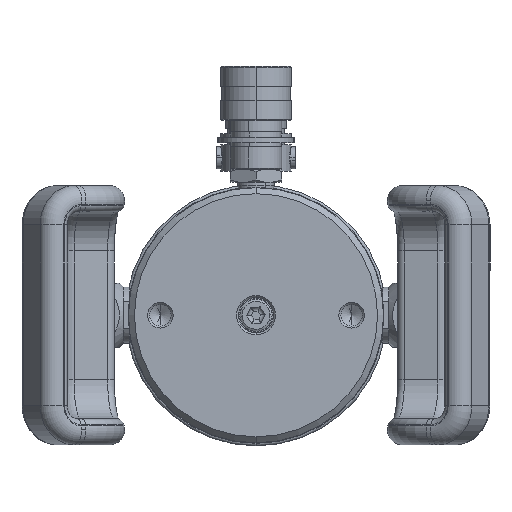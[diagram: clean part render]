
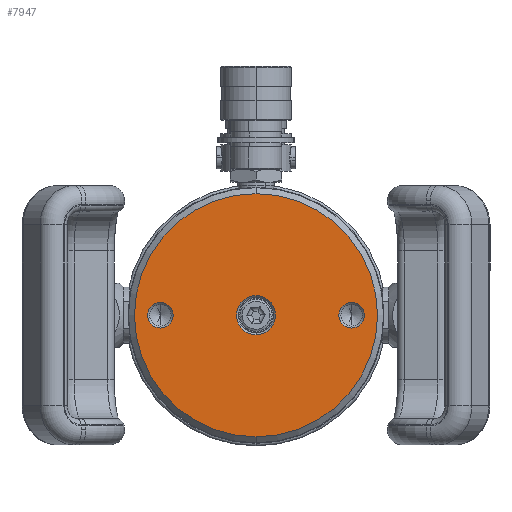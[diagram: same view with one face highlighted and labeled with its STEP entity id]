
A CAD part, front view. The second image highlights one B-rep face of the part: STEP entity #7947.
In plain terms, the highlighted planar face has unit normal (0, -1, 0).
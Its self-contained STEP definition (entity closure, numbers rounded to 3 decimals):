
#38 = AXIS2_PLACEMENT_3D ( 'NONE', #21730, #39174, #42566 ) ;
#100 = AXIS2_PLACEMENT_3D ( 'NONE', #1704, #38519, #25520 ) ;
#206 = DIRECTION ( 'NONE',  ( 0., 0., 1. ) ) ;
#265 = CIRCLE ( 'NONE', #38, 6.35 ) ;
#648 = CIRCLE ( 'NONE', #4336, 6.35 ) ;
#1244 = DIRECTION ( 'NONE',  ( 0., 0., 1. ) ) ;
#1324 = VERTEX_POINT ( 'NONE', #25124 ) ;
#1429 = CIRCLE ( 'NONE', #19665, 60.5 ) ;
#1582 = ORIENTED_EDGE ( 'NONE', *, *, #4609, .T. ) ;
#1704 = CARTESIAN_POINT ( 'NONE',  ( -47.6, 0., 0. ) ) ;
#1728 = CARTESIAN_POINT ( 'NONE',  ( 0., 0., -60.5 ) ) ;
#2085 = EDGE_CURVE ( 'NONE', #26857, #1324, #648, .T. ) ;
#4221 = EDGE_CURVE ( 'NONE', #12947, #36765, #27136, .T. ) ;
#4336 = AXIS2_PLACEMENT_3D ( 'NONE', #18648, #5300, #32033 ) ;
#4609 = EDGE_CURVE ( 'NONE', #40852, #27309, #7937, .T. ) ;
#5055 = ORIENTED_EDGE ( 'NONE', *, *, #19926, .T. ) ;
#5243 = ORIENTED_EDGE ( 'NONE', *, *, #26493, .T. ) ;
#5300 = DIRECTION ( 'NONE',  ( 0., -1., 0. ) ) ;
#6729 = FACE_OUTER_BOUND ( 'NONE', #36929, .T. ) ;
#7937 = CIRCLE ( 'NONE', #12118, 9.75 ) ;
#7947 = ADVANCED_FACE ( 'NONE', ( #40641, #36991, #9380, #6729 ), #33047, .F. ) ;
#8201 = AXIS2_PLACEMENT_3D ( 'NONE', #35113, #11528, #1244 ) ;
#9380 = FACE_BOUND ( 'NONE', #17037, .T. ) ;
#10383 = CARTESIAN_POINT ( 'NONE',  ( 0., 0., -9.75 ) ) ;
#11417 = CARTESIAN_POINT ( 'NONE',  ( 0., 0., 9.75 ) ) ;
#11528 = DIRECTION ( 'NONE',  ( 0., 1., 0. ) ) ;
#11838 = EDGE_CURVE ( 'NONE', #1324, #26857, #19423, .T. ) ;
#12118 = AXIS2_PLACEMENT_3D ( 'NONE', #12872, #36593, #206 ) ;
#12729 = CARTESIAN_POINT ( 'NONE',  ( -8.75, 0., 0. ) ) ;
#12872 = CARTESIAN_POINT ( 'NONE',  ( 0., 0., 0. ) ) ;
#12947 = VERTEX_POINT ( 'NONE', #40747 ) ;
#14148 = EDGE_CURVE ( 'NONE', #26117, #26875, #25094, .T. ) ;
#14724 = DIRECTION ( 'NONE',  ( 0., 0., -1. ) ) ;
#15926 = CARTESIAN_POINT ( 'NONE',  ( 0., 0., 60.5 ) ) ;
#16165 = DIRECTION ( 'NONE',  ( 0., 1., 0. ) ) ;
#16231 = DIRECTION ( 'NONE',  ( 0., -1., 0. ) ) ;
#16595 = DIRECTION ( 'NONE',  ( 0., -1., 0. ) ) ;
#17037 = EDGE_LOOP ( 'NONE', ( #1582, #5243 ) ) ;
#17178 = CARTESIAN_POINT ( 'NONE',  ( 0., 0., 0. ) ) ;
#17621 = ORIENTED_EDGE ( 'NONE', *, *, #21374, .F. ) ;
#18648 = CARTESIAN_POINT ( 'NONE',  ( 47.6, 0., 0. ) ) ;
#18844 = AXIS2_PLACEMENT_3D ( 'NONE', #24654, #34740, #14724 ) ;
#19423 = CIRCLE ( 'NONE', #18844, 6.35 ) ;
#19653 = ORIENTED_EDGE ( 'NONE', *, *, #2085, .F. ) ;
#19665 = AXIS2_PLACEMENT_3D ( 'NONE', #19911, #16231, #26632 ) ;
#19911 = CARTESIAN_POINT ( 'NONE',  ( 0., 0., 0. ) ) ;
#19926 = EDGE_CURVE ( 'NONE', #26875, #26117, #1429, .T. ) ;
#21374 = EDGE_CURVE ( 'NONE', #36765, #12947, #265, .T. ) ;
#21448 = ORIENTED_EDGE ( 'NONE', *, *, #4221, .F. ) ;
#21578 = ORIENTED_EDGE ( 'NONE', *, *, #14148, .T. ) ;
#21730 = CARTESIAN_POINT ( 'NONE',  ( -47.6, 0., 0. ) ) ;
#24654 = CARTESIAN_POINT ( 'NONE',  ( 47.6, 0., 0. ) ) ;
#25094 = CIRCLE ( 'NONE', #41550, 60.5 ) ;
#25124 = CARTESIAN_POINT ( 'NONE',  ( 47.6, 0., -6.35 ) ) ;
#25520 = DIRECTION ( 'NONE',  ( 0., 0., -1. ) ) ;
#26117 = VERTEX_POINT ( 'NONE', #1728 ) ;
#26493 = EDGE_CURVE ( 'NONE', #27309, #40852, #34455, .T. ) ;
#26632 = DIRECTION ( 'NONE',  ( 0., 0., 1. ) ) ;
#26857 = VERTEX_POINT ( 'NONE', #32520 ) ;
#26875 = VERTEX_POINT ( 'NONE', #15926 ) ;
#27136 = CIRCLE ( 'NONE', #100, 6.35 ) ;
#27309 = VERTEX_POINT ( 'NONE', #11417 ) ;
#30511 = DIRECTION ( 'NONE',  ( 0., 0., 1. ) ) ;
#32033 = DIRECTION ( 'NONE',  ( 0., 0., -1. ) ) ;
#32520 = CARTESIAN_POINT ( 'NONE',  ( 47.6, 0., 6.35 ) ) ;
#32945 = CARTESIAN_POINT ( 'NONE',  ( -47.6, 0., 6.35 ) ) ;
#33047 = PLANE ( 'NONE',  #39016 ) ;
#33763 = EDGE_LOOP ( 'NONE', ( #43449, #19653 ) ) ;
#34455 = CIRCLE ( 'NONE', #8201, 9.75 ) ;
#34740 = DIRECTION ( 'NONE',  ( 0., -1., 0. ) ) ;
#35113 = CARTESIAN_POINT ( 'NONE',  ( 0., 0., 0. ) ) ;
#36593 = DIRECTION ( 'NONE',  ( 0., 1., 0. ) ) ;
#36765 = VERTEX_POINT ( 'NONE', #32945 ) ;
#36929 = EDGE_LOOP ( 'NONE', ( #5055, #21578 ) ) ;
#36991 = FACE_BOUND ( 'NONE', #41861, .T. ) ;
#38519 = DIRECTION ( 'NONE',  ( 0., -1., 0. ) ) ;
#39016 = AXIS2_PLACEMENT_3D ( 'NONE', #12729, #16165, #39801 ) ;
#39174 = DIRECTION ( 'NONE',  ( 0., -1., 0. ) ) ;
#39801 = DIRECTION ( 'NONE',  ( 0., 0., 1. ) ) ;
#40641 = FACE_BOUND ( 'NONE', #33763, .T. ) ;
#40747 = CARTESIAN_POINT ( 'NONE',  ( -47.6, 0., -6.35 ) ) ;
#40852 = VERTEX_POINT ( 'NONE', #10383 ) ;
#41550 = AXIS2_PLACEMENT_3D ( 'NONE', #17178, #16595, #30511 ) ;
#41861 = EDGE_LOOP ( 'NONE', ( #21448, #17621 ) ) ;
#42566 = DIRECTION ( 'NONE',  ( 0., 0., -1. ) ) ;
#43449 = ORIENTED_EDGE ( 'NONE', *, *, #11838, .F. ) ;
